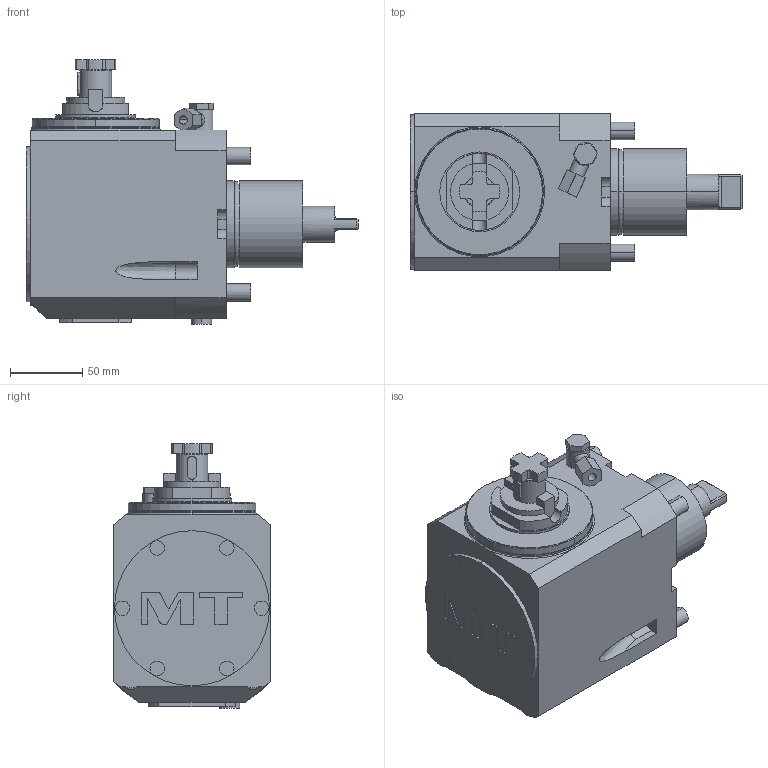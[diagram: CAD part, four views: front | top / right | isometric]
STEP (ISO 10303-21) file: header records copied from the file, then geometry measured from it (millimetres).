
FILE_DESCRIPTION((''),'2;1');
FILE_NAME('MNL0332219_CONF','2023-02-14T11:04:59',('sterribile'),('M.T. srl'),'CREO PARAMETRIC BY PTC INC, 2021072','CREO PARAMETRIC BY PTC INC, 2021072','');
FILE_SCHEMA(('CONFIG_CONTROL_DESIGN'));
Length unit declared in the file: millimetre
Products named in the file (1): MNL0332219_CONF
Bounding box: 229.05 x 108 x 182.5 mm (x, y, z)
Volume: 2117376.9 mm3; surface area: 125795.6 mm2
Topology: 1 solids, 1 shells, 314 faces, 772 edges, 500 vertices
Faces by surface type: plane 181, cylinder 113, torus 10, cone 6, extrusion 2, bspline 2
Entity records: 10003 total; most frequent: CARTESIAN_POINT 2351, DIRECTION 1627, ORIENTED_EDGE 1544, EDGE_CURVE 772, AXIS2_PLACEMENT_3D 578, VERTEX_POINT 500, VECTOR 471, LINE 469
